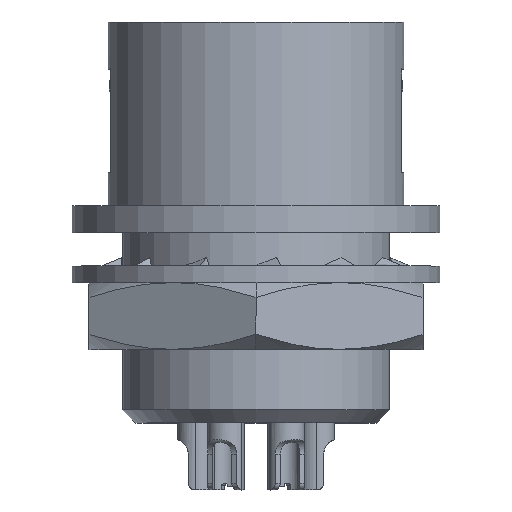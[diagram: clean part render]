
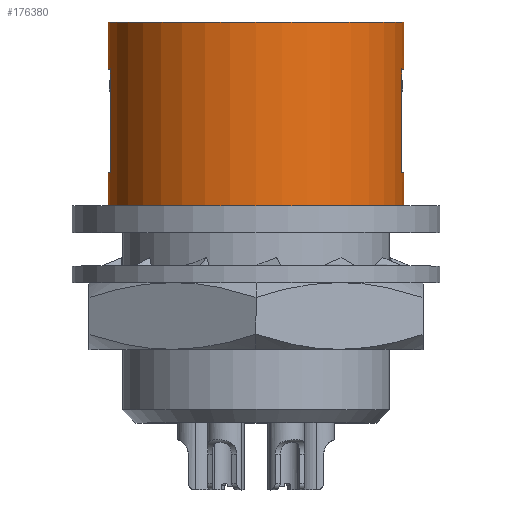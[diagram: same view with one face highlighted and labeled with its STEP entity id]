
A CAD part, top view. The second image highlights one B-rep face of the part: STEP entity #176380.
In plain terms, the highlighted cylindrical face has radius 4.425 mm (diameter 8.85 mm), a partial arc.
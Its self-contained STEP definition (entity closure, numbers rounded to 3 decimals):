
#3080=CARTESIAN_POINT('',(0.,0.,0.));
#3090=DIRECTION('',(0.,1.,0.));
#3100=DIRECTION('',(-1.,0.,0.));
#3110=AXIS2_PLACEMENT_3D('',#3080,#3090,#3100);
#3120=CIRCLE('',#3110,4.425);
#3130=CARTESIAN_POINT('',(-4.425,0.,0.));
#3140=VERTEX_POINT('',#3130);
#3150=CARTESIAN_POINT('',(4.425,0.,0.));
#3160=VERTEX_POINT('',#3150);
#3170=EDGE_CURVE('',#3140,#3160,#3120,.T.);
#3240=CARTESIAN_POINT('',(0.,-2.75,0.));
#3250=DIRECTION('',(0.,1.,0.));
#3260=DIRECTION('',(1.,0.,0.));
#3270=AXIS2_PLACEMENT_3D('',#3240,#3250,#3260);
#3280=CYLINDRICAL_SURFACE('',#3270,4.425);
#3290=CARTESIAN_POINT('',(4.425,-2.75,0.));
#3300=DIRECTION('',(0.,1.,0.));
#3310=VECTOR('',#3300,1.);
#3320=LINE('',#3290,#3310);
#3330=CARTESIAN_POINT('',(4.425,-5.5,0.));
#3340=VERTEX_POINT('',#3330);
#3350=CARTESIAN_POINT('',(4.425,-4.5,0.));
#3360=VERTEX_POINT('',#3350);
#3370=EDGE_CURVE('',#3340,#3360,#3320,.T.);
#3390=CARTESIAN_POINT('',(0.,-4.5,0.));
#3400=DIRECTION('',(0.,1.,0.));
#3410=DIRECTION('',(1.,0.,0.));
#3420=AXIS2_PLACEMENT_3D('',#3390,#3400,#3410);
#3430=CIRCLE('',#3420,4.425);
#3560=CARTESIAN_POINT('',(0.,-1.4,0.));
#3570=DIRECTION('',(0.,1.,0.));
#3580=DIRECTION('',(1.,0.,0.));
#3590=AXIS2_PLACEMENT_3D('',#3560,#3570,#3580);
#3600=CIRCLE('',#3590,4.425);
#3610=CARTESIAN_POINT('',(4.425,-1.4,0.));
#3620=VERTEX_POINT('',#3610);
#3650=EDGE_CURVE('',#3620,#3160,#3320,.T.);
#3680=CARTESIAN_POINT('',(-4.425,-2.75,0.));
#3690=DIRECTION('',(0.,1.,0.));
#3700=VECTOR('',#3690,1.);
#3710=LINE('',#3680,#3700);
#3720=CARTESIAN_POINT('',(-4.425,-1.4,0.));
#3730=VERTEX_POINT('',#3720);
#3740=EDGE_CURVE('',#3730,#3140,#3710,.T.);
#3880=CARTESIAN_POINT('',(-4.425,-4.5,0.));
#3890=VERTEX_POINT('',#3880);
#3920=CARTESIAN_POINT('',(-4.425,-5.5,0.));
#3930=VERTEX_POINT('',#3920);
#3940=EDGE_CURVE('',#3930,#3890,#3710,.T.);
#3960=CARTESIAN_POINT('',(0.,-5.5,0.));
#3970=DIRECTION('',(0.,1.,0.));
#3980=DIRECTION('',(-1.,0.,0.));
#3990=AXIS2_PLACEMENT_3D('',#3960,#3970,#3980);
#4000=CIRCLE('',#3990,4.425);
#4260=EDGE_CURVE('',#3930,#3340,#4000,.T.);
#11090=CARTESIAN_POINT('',(4.361,-1.4,0.75));
#11100=VERTEX_POINT('',#11090);
#11150=EDGE_CURVE('',#11100,#3620,#3600,.T.);
#12430=CARTESIAN_POINT('',(-4.361,-4.5,0.75));
#12440=VERTEX_POINT('',#12430);
#12470=EDGE_CURVE('',#3890,#12440,#3430,.T.);
#12630=CARTESIAN_POINT('',(-4.361,-1.4,0.75));
#12640=VERTEX_POINT('',#12630);
#12670=CARTESIAN_POINT('',(-4.361,-2.75,0.75));
#12680=DIRECTION('',(0.,1.,0.));
#12690=VECTOR('',#12680,1.);
#12700=LINE('',#12670,#12690);
#12710=EDGE_CURVE('',#12440,#12640,#12700,.T.);
#12900=CARTESIAN_POINT('',(4.361,-4.5,0.75));
#12910=VERTEX_POINT('',#12900);
#12940=CARTESIAN_POINT('',(4.361,-2.75,0.75));
#12950=DIRECTION('',(0.,1.,0.));
#12960=VECTOR('',#12950,1.);
#12970=LINE('',#12940,#12960);
#12980=EDGE_CURVE('',#12910,#11100,#12970,.T.);
#13150=EDGE_CURVE('',#12910,#3360,#3430,.T.);
#13490=EDGE_CURVE('',#3730,#12640,#3600,.T.);
#176240=ORIENTED_EDGE('',*,*,#12710,.F.);
#176250=ORIENTED_EDGE('',*,*,#13490,.T.);
#176260=ORIENTED_EDGE('',*,*,#3740,.F.);
#176270=ORIENTED_EDGE('',*,*,#3170,.F.);
#176280=ORIENTED_EDGE('',*,*,#3650,.T.);
#176290=ORIENTED_EDGE('',*,*,#11150,.T.);
#176300=ORIENTED_EDGE('',*,*,#12980,.T.);
#176310=ORIENTED_EDGE('',*,*,#13150,.F.);
#176320=ORIENTED_EDGE('',*,*,#3370,.T.);
#176330=ORIENTED_EDGE('',*,*,#4260,.T.);
#176340=ORIENTED_EDGE('',*,*,#3940,.F.);
#176350=ORIENTED_EDGE('',*,*,#12470,.F.);
#176360=EDGE_LOOP('',(#176350,#176340,#176330,#176320,#176310,#176300,
#176290,#176280,#176270,#176260,#176250,#176240));
#176370=FACE_OUTER_BOUND('',#176360,.T.);
#176380=ADVANCED_FACE('',(#176370),#3280,.T.);
